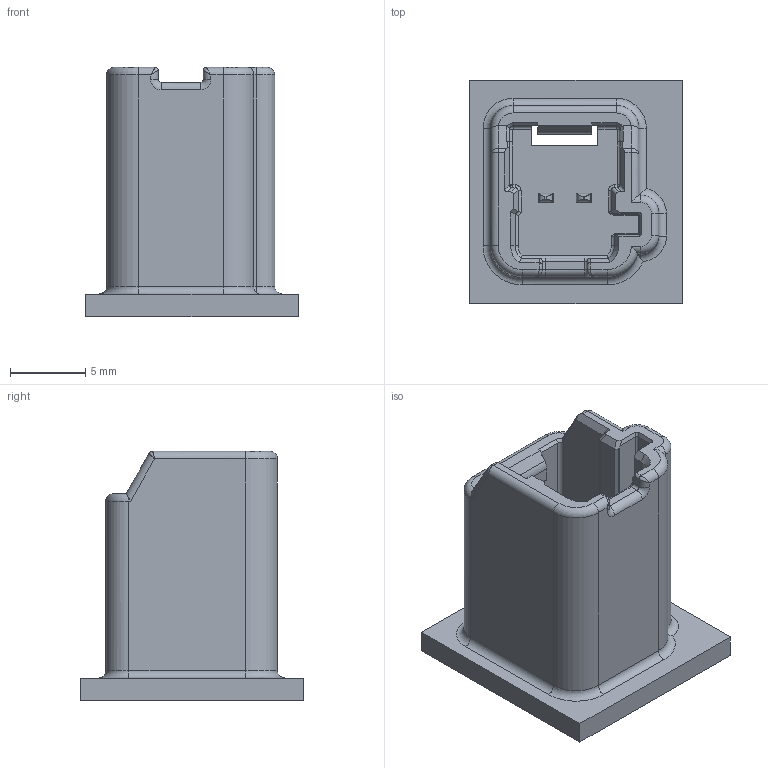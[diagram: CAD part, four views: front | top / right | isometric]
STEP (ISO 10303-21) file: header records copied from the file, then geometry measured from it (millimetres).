
FILE_DESCRIPTION(('CATIA V5 STEP Exchange','CAx-IF Rec.Pracs.--- Model Styling and Organization---1.4--- 2014-01-23'),'2;1');
FILE_NAME('2W INTERFACE KEY D.stp','2023-03-21T12:26:33+00:00',('none'),('none'),'CATIA Version 5-6 Release 2017 SP5 HF58','CATIA V5 STEP AP214','none');
FILE_SCHEMA(('AUTOMOTIVE_DESIGN { 1 0 10303 214 1 1 1 1 }'));
Length unit declared in the file: millimetre
Products named in the file (2): 1.2mm 2WAY MATING CONNECTOR ALL KEYS; KEYWAY D
Assembly tree (1 placements, depth 2):
  1.2mm 2WAY MATING CONNECTOR ALL KEYS
    KEYWAY D
Bounding box: 14.1 x 14.85 x 16.55 mm (x, y, z)
Volume: 1023.6 mm3; surface area: 1656.7 mm2
Topology: 2 solids, 2 shells, 229 faces, 592 edges, 355 vertices
Faces by surface type: cylinder 94, plane 91, torus 23, sphere 8, bspline 7, cone 6
Entity records: 7285 total; most frequent: CARTESIAN_POINT 2120, ORIENTED_EDGE 1156, DIRECTION 863, EDGE_CURVE 578, VERTEX_POINT 355, VECTOR 327, LINE 327, AXIS2_PLACEMENT_3D 315
